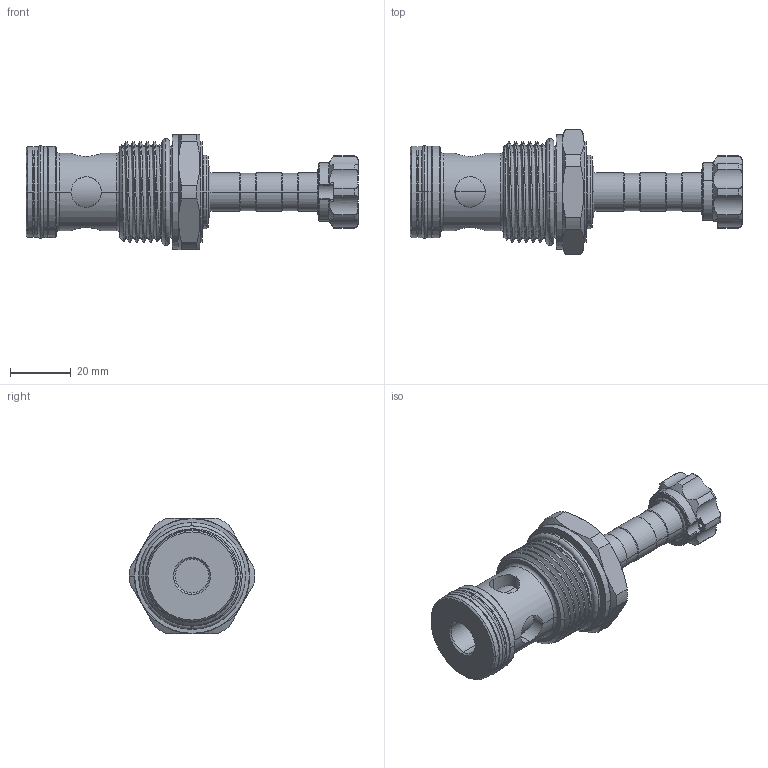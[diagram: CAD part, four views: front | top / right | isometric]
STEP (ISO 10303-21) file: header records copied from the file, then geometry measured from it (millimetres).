
FILE_DESCRIPTION (( 'STEP AP203' ), '1' );
FILE_NAME ('EP21E2A03N05.STEP', '2016-08-30T02:35:50', ( '' ), ( '' ), 'SwSTEP 2.0', 'SolidWorks 2012', '' );
FILE_SCHEMA (( 'CONFIG_CONTROL_DESIGN' ));
Length unit declared in the file: millimetre
Products named in the file (1): EP21E2A03N05
Bounding box: 109.35 x 41.5 x 38 mm (x, y, z)
Volume: 50607.2 mm3; surface area: 16242.1 mm2
Topology: 6 solids, 6 shells, 222 faces, 514 edges, 315 vertices
Faces by surface type: cylinder 106, cone 50, torus 34, plane 29, bspline 3
Entity records: 10026 total; most frequent: CARTESIAN_POINT 4946, DIRECTION 1089, ORIENTED_EDGE 1028, EDGE_CURVE 514, AXIS2_PLACEMENT_3D 471, VERTEX_POINT 315, CIRCLE 251, EDGE_LOOP 245
